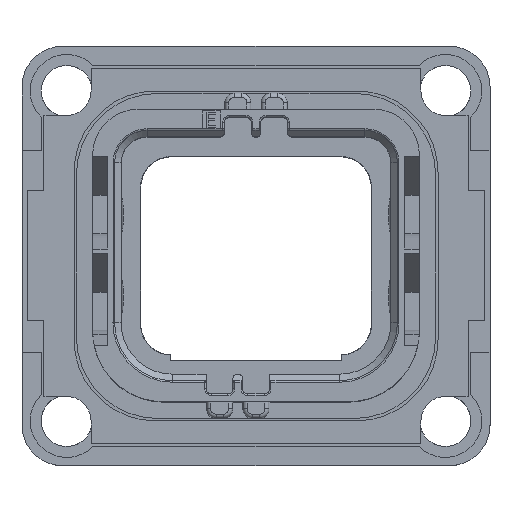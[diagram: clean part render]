
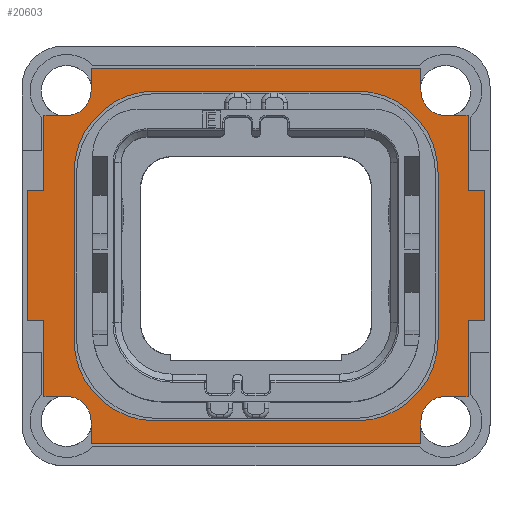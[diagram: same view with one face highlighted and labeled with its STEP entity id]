
A CAD part, top view. The second image highlights one B-rep face of the part: STEP entity #20603.
In plain terms, the highlighted planar face has unit normal (0, 0, 1).
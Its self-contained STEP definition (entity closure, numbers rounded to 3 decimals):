
#839=DIRECTION('',(0.,-1.,0.));
#840=VECTOR('',#839,4.65);
#841=CARTESIAN_POINT('',(-13.05,-4.,2.31));
#842=LINE('',#841,#840);
#843=DIRECTION('',(1.,0.,0.));
#844=VECTOR('',#843,1.);
#845=CARTESIAN_POINT('',(-14.05,-4.,2.31));
#846=LINE('',#845,#844);
#847=DIRECTION('',(0.,-1.,0.));
#848=VECTOR('',#847,8.);
#849=CARTESIAN_POINT('',(-14.05,4.,2.31));
#850=LINE('',#849,#848);
#851=DIRECTION('',(-1.,0.,0.));
#852=VECTOR('',#851,1.);
#853=CARTESIAN_POINT('',(-13.05,4.,2.31));
#854=LINE('',#853,#852);
#855=DIRECTION('',(0.,-1.,0.));
#856=VECTOR('',#855,4.65);
#857=CARTESIAN_POINT('',(-13.05,8.65,2.31));
#858=LINE('',#857,#856);
#859=DIRECTION('',(1.,0.,0.));
#860=VECTOR('',#859,1.4);
#861=CARTESIAN_POINT('',(-13.05,8.65,2.31));
#862=LINE('',#861,#860);
#863=CARTESIAN_POINT('',(-11.65,10.15,2.31));
#864=DIRECTION('',(0.,0.,1.));
#865=DIRECTION('',(0.,-1.,0.));
#866=AXIS2_PLACEMENT_3D('',#863,#864,#865);
#868=DIRECTION('',(0.,-1.,0.));
#869=VECTOR('',#868,1.4);
#870=CARTESIAN_POINT('',(-10.15,11.55,2.31));
#871=LINE('',#870,#869);
#872=DIRECTION('',(-1.,0.,0.));
#873=VECTOR('',#872,20.3);
#874=CARTESIAN_POINT('',(10.15,11.55,2.31));
#875=LINE('',#874,#873);
#876=DIRECTION('',(0.,-1.,0.));
#877=VECTOR('',#876,1.4);
#878=CARTESIAN_POINT('',(10.15,11.55,2.31));
#879=LINE('',#878,#877);
#880=CARTESIAN_POINT('',(11.65,10.15,2.31));
#881=DIRECTION('',(0.,0.,1.));
#882=DIRECTION('',(-1.,0.,0.));
#883=AXIS2_PLACEMENT_3D('',#880,#881,#882);
#885=DIRECTION('',(-1.,0.,0.));
#886=VECTOR('',#885,1.4);
#887=CARTESIAN_POINT('',(13.05,8.65,2.31));
#888=LINE('',#887,#886);
#889=DIRECTION('',(0.,1.,0.));
#890=VECTOR('',#889,4.65);
#891=CARTESIAN_POINT('',(13.05,4.,2.31));
#892=LINE('',#891,#890);
#893=DIRECTION('',(-1.,0.,0.));
#894=VECTOR('',#893,1.);
#895=CARTESIAN_POINT('',(14.05,4.,2.31));
#896=LINE('',#895,#894);
#897=DIRECTION('',(0.,1.,0.));
#898=VECTOR('',#897,8.);
#899=CARTESIAN_POINT('',(14.05,-4.,2.31));
#900=LINE('',#899,#898);
#901=DIRECTION('',(1.,0.,0.));
#902=VECTOR('',#901,1.);
#903=CARTESIAN_POINT('',(13.05,-4.,2.31));
#904=LINE('',#903,#902);
#905=DIRECTION('',(0.,1.,0.));
#906=VECTOR('',#905,4.65);
#907=CARTESIAN_POINT('',(13.05,-8.65,2.31));
#908=LINE('',#907,#906);
#909=DIRECTION('',(-1.,0.,0.));
#910=VECTOR('',#909,1.4);
#911=CARTESIAN_POINT('',(13.05,-8.65,2.31));
#912=LINE('',#911,#910);
#913=CARTESIAN_POINT('',(11.65,-10.15,2.31));
#914=DIRECTION('',(0.,0.,1.));
#915=DIRECTION('',(0.,1.,0.));
#916=AXIS2_PLACEMENT_3D('',#913,#914,#915);
#918=DIRECTION('',(0.,1.,0.));
#919=VECTOR('',#918,1.4);
#920=CARTESIAN_POINT('',(10.15,-11.55,2.31));
#921=LINE('',#920,#919);
#922=DIRECTION('',(1.,0.,0.));
#923=VECTOR('',#922,20.3);
#924=CARTESIAN_POINT('',(-10.15,-11.55,2.31));
#925=LINE('',#924,#923);
#926=DIRECTION('',(0.,1.,0.));
#927=VECTOR('',#926,1.4);
#928=CARTESIAN_POINT('',(-10.15,-11.55,2.31));
#929=LINE('',#928,#927);
#930=CARTESIAN_POINT('',(-11.65,-10.15,2.31));
#931=DIRECTION('',(0.,0.,1.));
#932=DIRECTION('',(1.,0.,0.));
#933=AXIS2_PLACEMENT_3D('',#930,#931,#932);
#935=DIRECTION('',(1.,0.,0.));
#936=VECTOR('',#935,1.4);
#937=CARTESIAN_POINT('',(-13.05,-8.65,2.31));
#938=LINE('',#937,#936);
#939=DIRECTION('',(0.,-1.,0.));
#940=VECTOR('',#939,10.3);
#941=CARTESIAN_POINT('',(11.2,5.15,2.31));
#942=LINE('',#941,#940);
#943=DIRECTION('',(1.,0.,0.));
#944=VECTOR('',#943,12.4);
#945=CARTESIAN_POINT('',(-6.2,10.15,2.31));
#946=LINE('',#945,#944);
#947=DIRECTION('',(0.,1.,0.));
#948=VECTOR('',#947,10.3);
#949=CARTESIAN_POINT('',(-11.2,-5.15,2.31));
#950=LINE('',#949,#948);
#951=DIRECTION('',(-1.,0.,0.));
#952=VECTOR('',#951,12.4);
#953=CARTESIAN_POINT('',(6.2,-10.15,2.31));
#954=LINE('',#953,#952);
#1059=CARTESIAN_POINT('',(-6.2,-5.15,2.31));
#1060=DIRECTION('',(0.,0.,-1.));
#1061=DIRECTION('',(0.,-1.,0.));
#1062=AXIS2_PLACEMENT_3D('',#1059,#1060,#1061);
#1072=CARTESIAN_POINT('',(6.2,-5.15,2.31));
#1073=DIRECTION('',(0.,0.,-1.));
#1074=DIRECTION('',(1.,0.,0.));
#1075=AXIS2_PLACEMENT_3D('',#1072,#1073,#1074);
#1077=CARTESIAN_POINT('',(-6.2,5.15,2.31));
#1078=DIRECTION('',(0.,0.,-1.));
#1079=DIRECTION('',(-1.,0.,0.));
#1080=AXIS2_PLACEMENT_3D('',#1077,#1078,#1079);
#1090=CARTESIAN_POINT('',(6.2,5.15,2.31));
#1091=DIRECTION('',(0.,0.,-1.));
#1092=DIRECTION('',(0.,1.,0.));
#1093=AXIS2_PLACEMENT_3D('',#1090,#1091,#1092);
#19199=CARTESIAN_POINT('',(-11.2,-5.15,2.31));
#19200=CARTESIAN_POINT('',(-11.2,5.15,2.31));
#19201=VERTEX_POINT('',#19199);
#19202=VERTEX_POINT('',#19200);
#19203=CARTESIAN_POINT('',(-6.2,10.15,2.31));
#19204=CARTESIAN_POINT('',(6.2,10.15,2.31));
#19205=VERTEX_POINT('',#19203);
#19206=VERTEX_POINT('',#19204);
#19207=CARTESIAN_POINT('',(11.2,5.15,2.31));
#19208=CARTESIAN_POINT('',(11.2,-5.15,2.31));
#19209=VERTEX_POINT('',#19207);
#19210=VERTEX_POINT('',#19208);
#19211=CARTESIAN_POINT('',(6.2,-10.15,2.31));
#19212=CARTESIAN_POINT('',(-6.2,-10.15,2.31));
#19213=VERTEX_POINT('',#19211);
#19214=VERTEX_POINT('',#19212);
#19231=CARTESIAN_POINT('',(10.15,10.15,2.31));
#19232=CARTESIAN_POINT('',(11.65,8.65,2.31));
#19233=VERTEX_POINT('',#19231);
#19234=VERTEX_POINT('',#19232);
#19235=CARTESIAN_POINT('',(13.05,8.65,2.31));
#19236=VERTEX_POINT('',#19235);
#19237=CARTESIAN_POINT('',(10.15,11.55,2.31));
#19238=VERTEX_POINT('',#19237);
#19239=CARTESIAN_POINT('',(11.65,-8.65,2.31));
#19240=CARTESIAN_POINT('',(10.15,-10.15,2.31));
#19241=VERTEX_POINT('',#19239);
#19242=VERTEX_POINT('',#19240);
#19243=CARTESIAN_POINT('',(10.15,-11.55,2.31));
#19244=VERTEX_POINT('',#19243);
#19245=CARTESIAN_POINT('',(13.05,-8.65,2.31));
#19246=VERTEX_POINT('',#19245);
#19247=CARTESIAN_POINT('',(-10.15,-10.15,2.31));
#19248=CARTESIAN_POINT('',(-11.65,-8.65,2.31));
#19249=VERTEX_POINT('',#19247);
#19250=VERTEX_POINT('',#19248);
#19251=CARTESIAN_POINT('',(-13.05,-8.65,2.31));
#19252=VERTEX_POINT('',#19251);
#19253=CARTESIAN_POINT('',(-10.15,-11.55,2.31));
#19254=VERTEX_POINT('',#19253);
#19255=CARTESIAN_POINT('',(-10.15,11.55,2.31));
#19256=CARTESIAN_POINT('',(-10.15,10.15,2.31));
#19257=VERTEX_POINT('',#19255);
#19258=VERTEX_POINT('',#19256);
#19259=CARTESIAN_POINT('',(-13.05,8.65,2.31));
#19260=CARTESIAN_POINT('',(-11.65,8.65,2.31));
#19261=VERTEX_POINT('',#19259);
#19262=VERTEX_POINT('',#19260);
#19263=CARTESIAN_POINT('',(14.05,-4.,2.31));
#19264=CARTESIAN_POINT('',(14.05,4.,2.31));
#19265=VERTEX_POINT('',#19263);
#19266=VERTEX_POINT('',#19264);
#19267=CARTESIAN_POINT('',(-14.05,4.,2.31));
#19268=CARTESIAN_POINT('',(-14.05,-4.,2.31));
#19269=VERTEX_POINT('',#19267);
#19270=VERTEX_POINT('',#19268);
#19271=CARTESIAN_POINT('',(13.05,-4.,2.31));
#19272=VERTEX_POINT('',#19271);
#19273=CARTESIAN_POINT('',(13.05,4.,2.31));
#19274=VERTEX_POINT('',#19273);
#19275=CARTESIAN_POINT('',(-13.05,4.,2.31));
#19276=VERTEX_POINT('',#19275);
#19277=CARTESIAN_POINT('',(-13.05,-4.,2.31));
#19278=VERTEX_POINT('',#19277);
#20550=CARTESIAN_POINT('',(0.,0.,2.31));
#20551=DIRECTION('',(0.,0.,1.));
#20552=DIRECTION('',(1.,0.,0.));
#20553=AXIS2_PLACEMENT_3D('',#20550,#20551,#20552);
#20554=PLANE('',#20553);
#20555=ORIENTED_EDGE('',*,*,#20174,.F.);
#20556=ORIENTED_EDGE('',*,*,#20188,.F.);
#20557=ORIENTED_EDGE('',*,*,#20202,.F.);
#20558=ORIENTED_EDGE('',*,*,#20216,.F.);
#20559=ORIENTED_EDGE('',*,*,#20230,.F.);
#20560=ORIENTED_EDGE('',*,*,#20246,.T.);
#20562=ORIENTED_EDGE('',*,*,#20561,.T.);
#20563=ORIENTED_EDGE('',*,*,#20305,.F.);
#20564=ORIENTED_EDGE('',*,*,#20321,.F.);
#20565=ORIENTED_EDGE('',*,*,#20337,.T.);
#20567=ORIENTED_EDGE('',*,*,#20566,.T.);
#20568=ORIENTED_EDGE('',*,*,#20396,.F.);
#20569=ORIENTED_EDGE('',*,*,#20412,.F.);
#20570=ORIENTED_EDGE('',*,*,#20426,.F.);
#20571=ORIENTED_EDGE('',*,*,#20440,.F.);
#20572=ORIENTED_EDGE('',*,*,#20454,.F.);
#20573=ORIENTED_EDGE('',*,*,#20468,.F.);
#20574=ORIENTED_EDGE('',*,*,#20484,.T.);
#20576=ORIENTED_EDGE('',*,*,#20575,.T.);
#20577=ORIENTED_EDGE('',*,*,#20542,.F.);
#20578=ORIENTED_EDGE('',*,*,#20082,.F.);
#20579=ORIENTED_EDGE('',*,*,#20099,.T.);
#20581=ORIENTED_EDGE('',*,*,#20580,.T.);
#20582=ORIENTED_EDGE('',*,*,#20158,.F.);
#20583=EDGE_LOOP('',(#20555,#20556,#20557,#20558,#20559,#20560,#20562,#20563,
#20564,#20565,#20567,#20568,#20569,#20570,#20571,#20572,#20573,#20574,#20576,
#20577,#20578,#20579,#20581,#20582));
#20584=FACE_OUTER_BOUND('',#20583,.F.);
#20586=ORIENTED_EDGE('',*,*,#20585,.F.);
#20588=ORIENTED_EDGE('',*,*,#20587,.F.);
#20590=ORIENTED_EDGE('',*,*,#20589,.F.);
#20592=ORIENTED_EDGE('',*,*,#20591,.F.);
#20594=ORIENTED_EDGE('',*,*,#20593,.F.);
#20596=ORIENTED_EDGE('',*,*,#20595,.F.);
#20598=ORIENTED_EDGE('',*,*,#20597,.F.);
#20600=ORIENTED_EDGE('',*,*,#20599,.F.);
#20601=EDGE_LOOP('',(#20586,#20588,#20590,#20592,#20594,#20596,#20598,#20600));
#20602=FACE_BOUND('',#20601,.F.);
#20603=ADVANCED_FACE('',(#20584,#20602),#20554,.T.);
#867=CIRCLE('',#866,1.5);
#884=CIRCLE('',#883,1.5);
#917=CIRCLE('',#916,1.5);
#934=CIRCLE('',#933,1.5);
#1063=CIRCLE('',#1062,5.);
#1076=CIRCLE('',#1075,5.);
#1081=CIRCLE('',#1080,5.);
#1094=CIRCLE('',#1093,5.);
#20082=EDGE_CURVE('',#19254,#19244,#925,.T.);
#20099=EDGE_CURVE('',#19254,#19249,#929,.T.);
#20158=EDGE_CURVE('',#19252,#19250,#938,.T.);
#20174=EDGE_CURVE('',#19278,#19252,#842,.T.);
#20188=EDGE_CURVE('',#19270,#19278,#846,.T.);
#20202=EDGE_CURVE('',#19269,#19270,#850,.T.);
#20216=EDGE_CURVE('',#19276,#19269,#854,.T.);
#20230=EDGE_CURVE('',#19261,#19276,#858,.T.);
#20246=EDGE_CURVE('',#19261,#19262,#862,.T.);
#20305=EDGE_CURVE('',#19257,#19258,#871,.T.);
#20321=EDGE_CURVE('',#19238,#19257,#875,.T.);
#20337=EDGE_CURVE('',#19238,#19233,#879,.T.);
#20396=EDGE_CURVE('',#19236,#19234,#888,.T.);
#20412=EDGE_CURVE('',#19274,#19236,#892,.T.);
#20426=EDGE_CURVE('',#19266,#19274,#896,.T.);
#20440=EDGE_CURVE('',#19265,#19266,#900,.T.);
#20454=EDGE_CURVE('',#19272,#19265,#904,.T.);
#20468=EDGE_CURVE('',#19246,#19272,#908,.T.);
#20484=EDGE_CURVE('',#19246,#19241,#912,.T.);
#20542=EDGE_CURVE('',#19244,#19242,#921,.T.);
#20561=EDGE_CURVE('',#19262,#19258,#867,.T.);
#20566=EDGE_CURVE('',#19233,#19234,#884,.T.);
#20575=EDGE_CURVE('',#19241,#19242,#917,.T.);
#20580=EDGE_CURVE('',#19249,#19250,#934,.T.);
#20585=EDGE_CURVE('',#19209,#19210,#942,.T.);
#20587=EDGE_CURVE('',#19206,#19209,#1094,.T.);
#20589=EDGE_CURVE('',#19205,#19206,#946,.T.);
#20591=EDGE_CURVE('',#19202,#19205,#1081,.T.);
#20593=EDGE_CURVE('',#19201,#19202,#950,.T.);
#20595=EDGE_CURVE('',#19214,#19201,#1063,.T.);
#20597=EDGE_CURVE('',#19213,#19214,#954,.T.);
#20599=EDGE_CURVE('',#19210,#19213,#1076,.T.);
